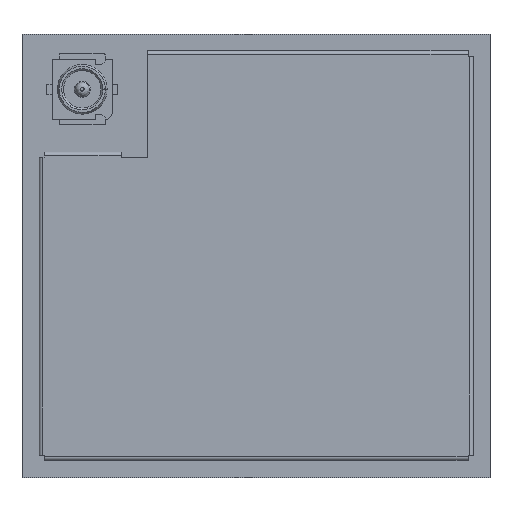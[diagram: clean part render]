
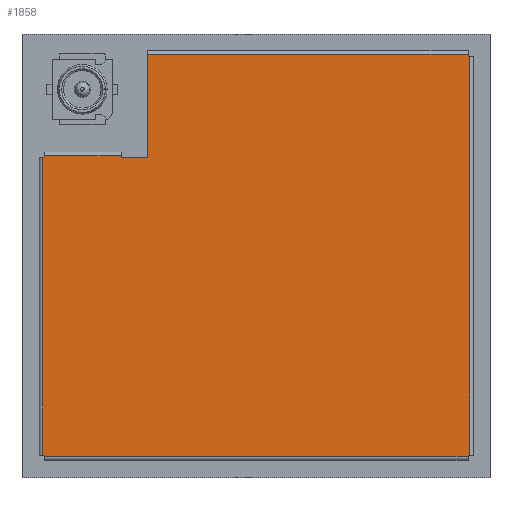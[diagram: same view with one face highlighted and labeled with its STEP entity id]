
A CAD part, top view. The second image highlights one B-rep face of the part: STEP entity #1858.
In plain terms, the highlighted planar face has unit normal (0, 0, 1).
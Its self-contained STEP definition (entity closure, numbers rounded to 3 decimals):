
#217=FACE_OUTER_BOUND('',#318,.T.);
#318=EDGE_LOOP('',(#1536,#1537,#1538,#1539,#1540,#1541,#1542,#1543,#1544,
#1545,#1546,#1547,#1548,#1549,#1550,#1551));
#485=LINE('',#2972,#695);
#487=LINE('',#2978,#697);
#492=LINE('',#2990,#702);
#493=LINE('',#2992,#703);
#494=LINE('',#2994,#704);
#495=LINE('',#2996,#705);
#496=LINE('',#2998,#706);
#497=LINE('',#3000,#707);
#498=LINE('',#3002,#708);
#499=LINE('',#3004,#709);
#500=LINE('',#3006,#710);
#501=LINE('',#3008,#711);
#502=LINE('',#3010,#712);
#503=LINE('',#3012,#713);
#504=LINE('',#3014,#714);
#505=LINE('',#3015,#715);
#695=VECTOR('',#2410,10.);
#697=VECTOR('',#2416,10.);
#702=VECTOR('',#2425,10.);
#703=VECTOR('',#2426,10.);
#704=VECTOR('',#2427,10.);
#705=VECTOR('',#2428,10.);
#706=VECTOR('',#2429,10.);
#707=VECTOR('',#2430,10.);
#708=VECTOR('',#2431,10.);
#709=VECTOR('',#2432,10.);
#710=VECTOR('',#2433,10.);
#711=VECTOR('',#2434,10.);
#712=VECTOR('',#2435,10.);
#713=VECTOR('',#2436,10.);
#714=VECTOR('',#2437,10.);
#715=VECTOR('',#2438,10.);
#881=VERTEX_POINT('',#2969);
#882=VERTEX_POINT('',#2971);
#884=VERTEX_POINT('',#2977);
#889=VERTEX_POINT('',#2989);
#890=VERTEX_POINT('',#2991);
#891=VERTEX_POINT('',#2993);
#892=VERTEX_POINT('',#2995);
#893=VERTEX_POINT('',#2997);
#894=VERTEX_POINT('',#2999);
#895=VERTEX_POINT('',#3001);
#896=VERTEX_POINT('',#3003);
#897=VERTEX_POINT('',#3005);
#898=VERTEX_POINT('',#3007);
#899=VERTEX_POINT('',#3009);
#900=VERTEX_POINT('',#3011);
#901=VERTEX_POINT('',#3013);
#1105=EDGE_CURVE('',#881,#882,#485,.T.);
#1108=EDGE_CURVE('',#884,#882,#487,.T.);
#1114=EDGE_CURVE('',#881,#889,#492,.T.);
#1115=EDGE_CURVE('',#889,#890,#493,.T.);
#1116=EDGE_CURVE('',#891,#890,#494,.T.);
#1117=EDGE_CURVE('',#891,#892,#495,.T.);
#1118=EDGE_CURVE('',#892,#893,#496,.T.);
#1119=EDGE_CURVE('',#894,#893,#497,.T.);
#1120=EDGE_CURVE('',#894,#895,#498,.T.);
#1121=EDGE_CURVE('',#895,#896,#499,.T.);
#1122=EDGE_CURVE('',#896,#897,#500,.T.);
#1123=EDGE_CURVE('',#898,#897,#501,.T.);
#1124=EDGE_CURVE('',#898,#899,#502,.T.);
#1125=EDGE_CURVE('',#899,#900,#503,.T.);
#1126=EDGE_CURVE('',#901,#900,#504,.T.);
#1127=EDGE_CURVE('',#901,#884,#505,.T.);
#1536=ORIENTED_EDGE('',*,*,#1105,.F.);
#1537=ORIENTED_EDGE('',*,*,#1114,.T.);
#1538=ORIENTED_EDGE('',*,*,#1115,.T.);
#1539=ORIENTED_EDGE('',*,*,#1116,.F.);
#1540=ORIENTED_EDGE('',*,*,#1117,.T.);
#1541=ORIENTED_EDGE('',*,*,#1118,.T.);
#1542=ORIENTED_EDGE('',*,*,#1119,.F.);
#1543=ORIENTED_EDGE('',*,*,#1120,.T.);
#1544=ORIENTED_EDGE('',*,*,#1121,.T.);
#1545=ORIENTED_EDGE('',*,*,#1122,.T.);
#1546=ORIENTED_EDGE('',*,*,#1123,.F.);
#1547=ORIENTED_EDGE('',*,*,#1124,.T.);
#1548=ORIENTED_EDGE('',*,*,#1125,.T.);
#1549=ORIENTED_EDGE('',*,*,#1126,.F.);
#1550=ORIENTED_EDGE('',*,*,#1127,.T.);
#1551=ORIENTED_EDGE('',*,*,#1108,.T.);
#1768=PLANE('',#2030);
#1858=ADVANCED_FACE('',(#217),#1768,.T.);
#2030=AXIS2_PLACEMENT_3D('',#2988,#2423,#2424);
#2410=DIRECTION('',(-1.,0.,0.));
#2416=DIRECTION('',(0.,-1.,0.));
#2423=DIRECTION('center_axis',(0.,0.,1.));
#2424=DIRECTION('ref_axis',(1.,0.,0.));
#2425=DIRECTION('',(0.,1.,0.));
#2426=DIRECTION('',(1.,0.,0.));
#2427=DIRECTION('',(0.,-1.,0.));
#2428=DIRECTION('',(-1.,0.,0.));
#2429=DIRECTION('',(0.,1.,0.));
#2430=DIRECTION('',(1.,0.,0.));
#2431=DIRECTION('',(0.,-1.,0.));
#2432=DIRECTION('',(-1.,0.,0.));
#2433=DIRECTION('',(0.,1.,0.));
#2434=DIRECTION('',(1.,0.,0.));
#2435=DIRECTION('',(0.,-1.,0.));
#2436=DIRECTION('',(-1.,0.,0.));
#2437=DIRECTION('',(0.,1.,0.));
#2438=DIRECTION('',(1.,0.,0.));
#2969=CARTESIAN_POINT('',(12.58,0.58,2.4));
#2971=CARTESIAN_POINT('',(0.63,0.58,2.4));
#2972=CARTESIAN_POINT('',(3.543,0.58,2.4));
#2977=CARTESIAN_POINT('',(0.63,0.63,2.4));
#2978=CARTESIAN_POINT('',(0.63,3.443,2.4));
#2988=CARTESIAN_POINT('Origin',(6.605,6.255,2.4));
#2989=CARTESIAN_POINT('',(12.58,0.63,2.4));
#2990=CARTESIAN_POINT('',(12.58,3.368,2.4));
#2991=CARTESIAN_POINT('',(12.63,0.63,2.4));
#2992=CARTESIAN_POINT('',(9.593,0.63,2.4));
#2993=CARTESIAN_POINT('',(12.63,11.88,2.4));
#2994=CARTESIAN_POINT('',(12.63,3.368,2.4));
#2995=CARTESIAN_POINT('',(12.58,11.88,2.4));
#2996=CARTESIAN_POINT('',(9.668,11.88,2.4));
#2997=CARTESIAN_POINT('',(12.58,11.93,2.4));
#2998=CARTESIAN_POINT('',(12.58,9.068,2.4));
#2999=CARTESIAN_POINT('',(3.55,11.93,2.4));
#3000=CARTESIAN_POINT('',(9.668,11.93,2.4));
#3001=CARTESIAN_POINT('',(3.55,9.03,2.4));
#3002=CARTESIAN_POINT('',(3.55,9.18,2.4));
#3003=CARTESIAN_POINT('',(2.8,9.03,2.4));
#3004=CARTESIAN_POINT('',(5.078,9.03,2.4));
#3005=CARTESIAN_POINT('',(2.8,9.08,2.4));
#3006=CARTESIAN_POINT('',(2.8,7.643,2.4));
#3007=CARTESIAN_POINT('',(0.63,9.08,2.4));
#3008=CARTESIAN_POINT('',(5.078,9.08,2.4));
#3009=CARTESIAN_POINT('',(0.63,9.03,2.4));
#3010=CARTESIAN_POINT('',(0.63,7.718,2.4));
#3011=CARTESIAN_POINT('',(0.58,9.03,2.4));
#3012=CARTESIAN_POINT('',(3.618,9.03,2.4));
#3013=CARTESIAN_POINT('',(0.58,0.63,2.4));
#3014=CARTESIAN_POINT('',(0.58,7.718,2.4));
#3015=CARTESIAN_POINT('',(3.543,0.63,2.4));
